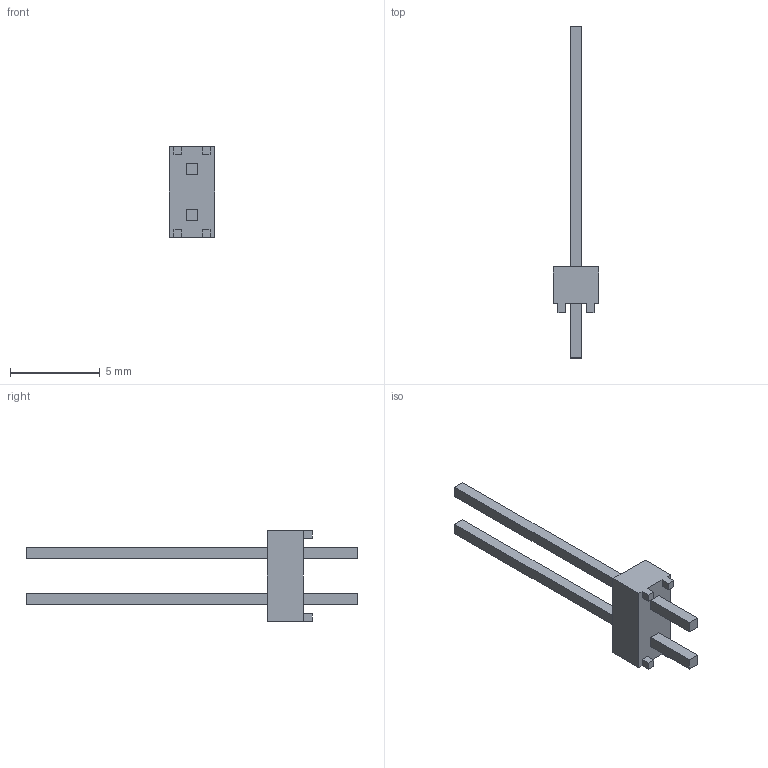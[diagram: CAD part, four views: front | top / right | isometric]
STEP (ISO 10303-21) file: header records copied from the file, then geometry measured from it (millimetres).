
FILE_DESCRIPTION( ( 'STEP AP203' ), '1' );
FILE_NAME( 'MTSW-101-09-S-D-530.stp', '2021-04-23T04:56:31', ( 'License CC BY-ND 4.0' ), ( 'CADENAS' ), ' ', 'PARTsolutions', ' ' );
FILE_SCHEMA( ( 'CONFIG_CONTROL_DESIGN' ) );
Length unit declared in the file: inch
Products named in the file (3): MTSW-101-09-S-D-530; _MTSW-101-09-S-D-530_body; _MTSW-101-09-D-530
Assembly tree (2 placements, depth 2):
  MTSW-101-09-S-D-530
    _MTSW-101-09-S-D-530_body
    _MTSW-101-09-D-530
Bounding box: 2.54 x 18.54 x 5.08 mm (x, y, z)
Volume: 40.2 mm3; surface area: 169.7 mm2
Topology: 2 solids, 2 shells, 56 faces, 144 edges, 96 vertices
Faces by surface type: plane 56
Entity records: 1784 total; most frequent: CARTESIAN_POINT 299, ORIENTED_EDGE 288, DIRECTION 262, EDGE_CURVE 144, LINE 144, VECTOR 144, VERTEX_POINT 96, EDGE_LOOP 64
